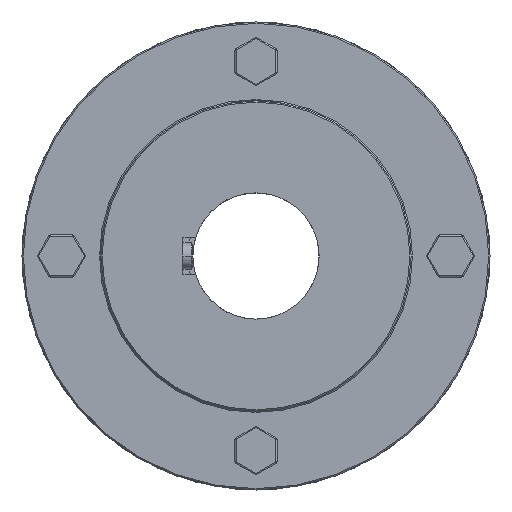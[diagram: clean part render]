
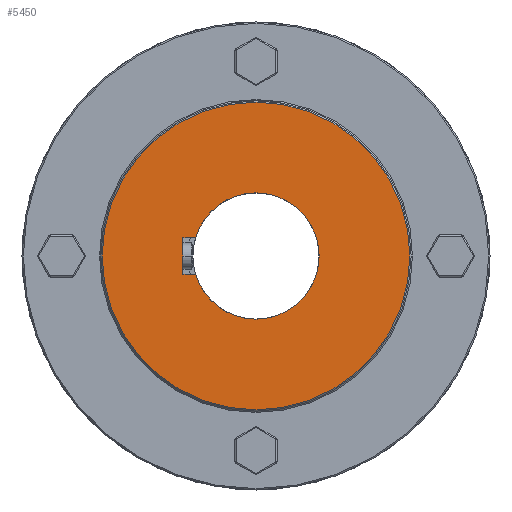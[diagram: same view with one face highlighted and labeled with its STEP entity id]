
A CAD part, left-side view. The second image highlights one B-rep face of the part: STEP entity #5450.
In plain terms, the highlighted planar face has unit normal (-1, 0, 0).
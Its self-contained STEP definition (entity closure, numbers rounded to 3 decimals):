
#165 = VERTEX_POINT ( 'NONE', #7837 ) ;
#166 = VERTEX_POINT ( 'NONE', #7838 ) ;
#169 = VERTEX_POINT ( 'NONE', #7841 ) ;
#2319 = VERTEX_POINT ( 'NONE', #12311 ) ;
#2324 = VERTEX_POINT ( 'NONE', #12316 ) ;
#2325 = VERTEX_POINT ( 'NONE', #12317 ) ;
#3848 = EDGE_CURVE ( 'NONE', #5546, #5547, #14636, .T. ) ;
#3866 = EDGE_CURVE ( 'NONE', #2325, #2324, #14665, .T. ) ;
#3872 = EDGE_CURVE ( 'NONE', #2324, #2319, #14674, .T. ) ;
#5450 = ADVANCED_FACE ( 'NONE', ( #16313, #16327 ), #16022, .T. ) ;
#5546 = VERTEX_POINT ( 'NONE', #16730 ) ;
#5547 = VERTEX_POINT ( 'NONE', #16731 ) ;
#5942 = EDGE_CURVE ( 'NONE', #169, #2325, #18012, .T. ) ;
#5944 = EDGE_CURVE ( 'NONE', #165, #166, #18011, .T. ) ;
#5951 = EDGE_CURVE ( 'NONE', #2319, #165, #18024, .T. ) ;
#5955 = EDGE_CURVE ( 'NONE', #5547, #5546, #18034, .T. ) ;
#5956 = EDGE_CURVE ( 'NONE', #166, #169, #18029, .T. ) ;
#6302 = EDGE_LOOP ( 'NONE', ( #18307, #18308 ) ) ;
#6311 = EDGE_LOOP ( 'NONE', ( #18309, #18310, #18311, #18312, #18313, #18314 ) ) ;
#7837 = CARTESIAN_POINT ( 'NONE',  ( -62., 27.8, -7. ) ) ;
#7838 = CARTESIAN_POINT ( 'NONE',  ( -62., 27.8, 7. ) ) ;
#7841 = CARTESIAN_POINT ( 'NONE',  ( -62., 22.956, 7. ) ) ;
#12311 = CARTESIAN_POINT ( 'NONE',  ( -62., 22.956, -7. ) ) ;
#12316 = CARTESIAN_POINT ( 'NONE',  ( -62., 0., -24. ) ) ;
#12317 = CARTESIAN_POINT ( 'NONE',  ( -62., 0., 24. ) ) ;
#13252 = AXIS2_PLACEMENT_3D ( 'NONE', #15220, #15221, #15222 ) ;
#13258 = AXIS2_PLACEMENT_3D ( 'NONE', #15294, #15298, #15299 ) ;
#13263 = AXIS2_PLACEMENT_3D ( 'NONE', #15297, #15311, #15312 ) ;
#13439 = AXIS2_PLACEMENT_3D ( 'NONE', #16025, #16030, #16031 ) ;
#13580 = AXIS2_PLACEMENT_3D ( 'NONE', #17559, #17566, #17567 ) ;
#13586 = AXIS2_PLACEMENT_3D ( 'NONE', #17587, #17597, #17598 ) ;
#14636 = CIRCLE ( 'NONE', #13252, 58.5 ) ;
#14665 = CIRCLE ( 'NONE', #13258, 24. ) ;
#14674 = CIRCLE ( 'NONE', #13263, 24. ) ;
#15220 = CARTESIAN_POINT ( 'NONE',  ( -62., 0., 0. ) ) ;
#15221 = DIRECTION ( 'NONE',  ( -1., 0., 0. ) ) ;
#15222 = DIRECTION ( 'NONE',  ( 0., 0., 1. ) ) ;
#15294 = CARTESIAN_POINT ( 'NONE',  ( -62., 0., 0. ) ) ;
#15297 = CARTESIAN_POINT ( 'NONE',  ( -62., 0., 0. ) ) ;
#15298 = DIRECTION ( 'NONE',  ( 1., 0., 0. ) ) ;
#15299 = DIRECTION ( 'NONE',  ( 0., 0., -1. ) ) ;
#15311 = DIRECTION ( 'NONE',  ( 1., 0., 0. ) ) ;
#15312 = DIRECTION ( 'NONE',  ( 0., 0., -1. ) ) ;
#16022 = PLANE ( 'NONE',  #13439 ) ;
#16025 = CARTESIAN_POINT ( 'NONE',  ( -62., 59., 0. ) ) ;
#16030 = DIRECTION ( 'NONE',  ( -1., 0., 0. ) ) ;
#16031 = DIRECTION ( 'NONE',  ( 0., 0., 1. ) ) ;
#16313 = FACE_OUTER_BOUND ( 'NONE', #6302, .T. ) ;
#16327 = FACE_BOUND ( 'NONE', #6311, .T. ) ;
#16730 = CARTESIAN_POINT ( 'NONE',  ( -62., 0., 58.5 ) ) ;
#16731 = CARTESIAN_POINT ( 'NONE',  ( -62., 0., -58.5 ) ) ;
#17559 = CARTESIAN_POINT ( 'NONE',  ( -62., 0., 0. ) ) ;
#17563 = CARTESIAN_POINT ( 'NONE',  ( -62., 27.8, 7. ) ) ;
#17566 = DIRECTION ( 'NONE',  ( 1., 0., 0. ) ) ;
#17567 = DIRECTION ( 'NONE',  ( 0., 0., -1. ) ) ;
#17571 = DIRECTION ( 'NONE',  ( 0., 0., 1. ) ) ;
#17585 = CARTESIAN_POINT ( 'NONE',  ( -62., 22.956, -7. ) ) ;
#17586 = DIRECTION ( 'NONE',  ( 0., 1., 0. ) ) ;
#17587 = CARTESIAN_POINT ( 'NONE',  ( -62., 0., 0. ) ) ;
#17597 = DIRECTION ( 'NONE',  ( -1., 0., 0. ) ) ;
#17598 = DIRECTION ( 'NONE',  ( 0., 0., 1. ) ) ;
#17599 = CARTESIAN_POINT ( 'NONE',  ( -62., 22.956, 7. ) ) ;
#17600 = DIRECTION ( 'NONE',  ( 0., -1., 0. ) ) ;
#18011 = LINE ( 'NONE', #17563, #18013 ) ;
#18012 = CIRCLE ( 'NONE', #13580, 24. ) ;
#18013 = VECTOR ( 'NONE', #17571, 1000. ) ;
#18024 = LINE ( 'NONE', #17585, #18025 ) ;
#18025 = VECTOR ( 'NONE', #17586, 1000. ) ;
#18029 = LINE ( 'NONE', #17599, #18030 ) ;
#18030 = VECTOR ( 'NONE', #17600, 1000. ) ;
#18034 = CIRCLE ( 'NONE', #13586, 58.5 ) ;
#18307 = ORIENTED_EDGE ( 'NONE', *, *, #5955, .T. ) ;
#18308 = ORIENTED_EDGE ( 'NONE', *, *, #3848, .T. ) ;
#18309 = ORIENTED_EDGE ( 'NONE', *, *, #5944, .T. ) ;
#18310 = ORIENTED_EDGE ( 'NONE', *, *, #5956, .T. ) ;
#18311 = ORIENTED_EDGE ( 'NONE', *, *, #5942, .T. ) ;
#18312 = ORIENTED_EDGE ( 'NONE', *, *, #3866, .T. ) ;
#18313 = ORIENTED_EDGE ( 'NONE', *, *, #3872, .T. ) ;
#18314 = ORIENTED_EDGE ( 'NONE', *, *, #5951, .T. ) ;
